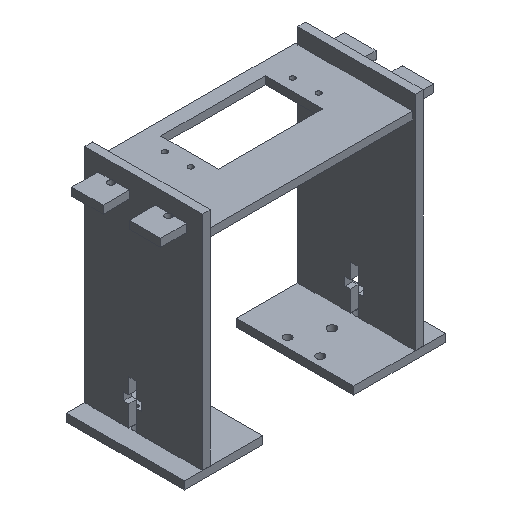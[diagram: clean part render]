
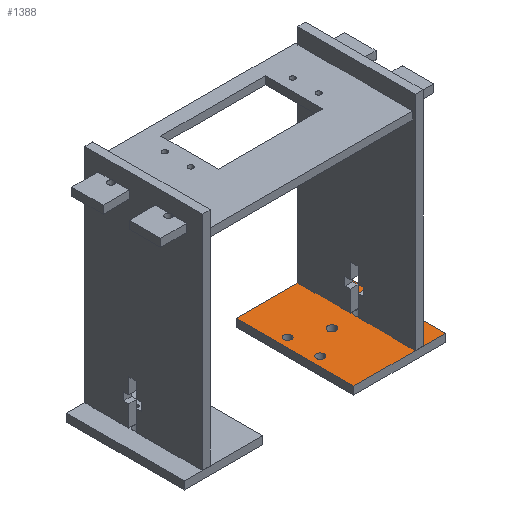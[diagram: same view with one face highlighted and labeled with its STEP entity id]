
A CAD part, isometric view. The second image highlights one B-rep face of the part: STEP entity #1388.
In plain terms, the highlighted planar face has unit normal (0, 0, 1).
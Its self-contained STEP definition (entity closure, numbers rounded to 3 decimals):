
#1183=CARTESIAN_POINT('Axis2P3D Location',(-3.58,0.094,3.)) ;
#1187=CARTESIAN_POINT('Vertex',(-5.18,0.094,3.)) ;
#1189=CARTESIAN_POINT('Vertex',(-1.98,0.094,3.)) ;
#1218=CARTESIAN_POINT('Axis2P3D Location',(0.,0.,3.)) ;
#1223=CARTESIAN_POINT('Line Origine',(-1.08,21.71,3.)) ;
#1227=CARTESIAN_POINT('Vertex',(16.42,21.71,3.)) ;
#1229=CARTESIAN_POINT('Vertex',(-18.58,21.71,3.)) ;
#1232=CARTESIAN_POINT('Line Origine',(-18.58,-0.79,3.)) ;
#1236=CARTESIAN_POINT('Vertex',(-18.58,-23.29,3.)) ;
#1239=CARTESIAN_POINT('Line Origine',(-1.08,-23.29,3.)) ;
#1243=CARTESIAN_POINT('Vertex',(16.42,-23.29,3.)) ;
#1246=CARTESIAN_POINT('Line Origine',(16.42,-0.79,3.)) ;
#1257=CARTESIAN_POINT('Line Origine',(4.92,10.094,3.)) ;
#1261=CARTESIAN_POINT('Vertex',(4.92,15.094,3.)) ;
#1263=CARTESIAN_POINT('Vertex',(4.92,5.094,3.)) ;
#1266=CARTESIAN_POINT('Line Origine',(6.42,15.094,3.)) ;
#1270=CARTESIAN_POINT('Vertex',(7.92,15.094,3.)) ;
#1273=CARTESIAN_POINT('Line Origine',(7.92,10.094,3.)) ;
#1277=CARTESIAN_POINT('Vertex',(7.92,5.094,3.)) ;
#1280=CARTESIAN_POINT('Line Origine',(6.42,5.094,3.)) ;
#1291=CARTESIAN_POINT('Axis2P3D Location',(6.42,0.094,3.)) ;
#1295=CARTESIAN_POINT('Vertex',(4.92,0.094,3.)) ;
#1297=CARTESIAN_POINT('Vertex',(7.92,0.094,3.)) ;
#1300=CARTESIAN_POINT('Axis2P3D Location',(6.42,0.094,3.)) ;
#1309=CARTESIAN_POINT('Axis2P3D Location',(-15.08,5.594,3.)) ;
#1313=CARTESIAN_POINT('Vertex',(-16.58,5.594,3.)) ;
#1315=CARTESIAN_POINT('Vertex',(-13.58,5.594,3.)) ;
#1318=CARTESIAN_POINT('Axis2P3D Location',(-15.08,5.594,3.)) ;
#1327=CARTESIAN_POINT('Axis2P3D Location',(-15.08,-6.906,3.)) ;
#1331=CARTESIAN_POINT('Vertex',(-16.58,-6.906,3.)) ;
#1333=CARTESIAN_POINT('Vertex',(-13.58,-6.906,3.)) ;
#1336=CARTESIAN_POINT('Axis2P3D Location',(-15.08,-6.906,3.)) ;
#1345=CARTESIAN_POINT('Line Origine',(4.92,-9.906,3.)) ;
#1349=CARTESIAN_POINT('Vertex',(4.92,-4.906,3.)) ;
#1351=CARTESIAN_POINT('Vertex',(4.92,-14.906,3.)) ;
#1354=CARTESIAN_POINT('Line Origine',(6.42,-4.906,3.)) ;
#1358=CARTESIAN_POINT('Vertex',(7.92,-4.906,3.)) ;
#1361=CARTESIAN_POINT('Line Origine',(7.92,-9.906,3.)) ;
#1365=CARTESIAN_POINT('Vertex',(7.92,-14.906,3.)) ;
#1368=CARTESIAN_POINT('Line Origine',(6.42,-14.906,3.)) ;
#1379=CARTESIAN_POINT('Axis2P3D Location',(-3.58,0.094,3.)) ;
#1184=DIRECTION('Axis2P3D Direction',(-0.,0.,-1.)) ;
#1219=DIRECTION('Axis2P3D Direction',(0.,-0.,1.)) ;
#1220=DIRECTION('Axis2P3D XDirection',(1.,0.,-0.)) ;
#1224=DIRECTION('Vector Direction',(-1.,0.,0.)) ;
#1233=DIRECTION('Vector Direction',(0.,-1.,0.)) ;
#1240=DIRECTION('Vector Direction',(1.,0.,0.)) ;
#1247=DIRECTION('Vector Direction',(0.,1.,0.)) ;
#1258=DIRECTION('Vector Direction',(0.,-1.,0.)) ;
#1267=DIRECTION('Vector Direction',(-1.,0.,0.)) ;
#1274=DIRECTION('Vector Direction',(0.,1.,0.)) ;
#1281=DIRECTION('Vector Direction',(1.,0.,0.)) ;
#1292=DIRECTION('Axis2P3D Direction',(0.,-0.,1.)) ;
#1301=DIRECTION('Axis2P3D Direction',(0.,-0.,1.)) ;
#1310=DIRECTION('Axis2P3D Direction',(0.,-0.,1.)) ;
#1319=DIRECTION('Axis2P3D Direction',(0.,-0.,1.)) ;
#1328=DIRECTION('Axis2P3D Direction',(0.,-0.,1.)) ;
#1337=DIRECTION('Axis2P3D Direction',(0.,-0.,1.)) ;
#1346=DIRECTION('Vector Direction',(0.,-1.,0.)) ;
#1355=DIRECTION('Vector Direction',(-1.,0.,0.)) ;
#1362=DIRECTION('Vector Direction',(0.,1.,0.)) ;
#1369=DIRECTION('Vector Direction',(1.,0.,0.)) ;
#1380=DIRECTION('Axis2P3D Direction',(0.,-0.,1.)) ;
#1185=AXIS2_PLACEMENT_3D('Circle Axis2P3D',#1183,#1184,$) ;
#1221=AXIS2_PLACEMENT_3D('Plane Axis2P3D',#1218,#1219,#1220) ;
#1293=AXIS2_PLACEMENT_3D('Circle Axis2P3D',#1291,#1292,$) ;
#1302=AXIS2_PLACEMENT_3D('Circle Axis2P3D',#1300,#1301,$) ;
#1311=AXIS2_PLACEMENT_3D('Circle Axis2P3D',#1309,#1310,$) ;
#1320=AXIS2_PLACEMENT_3D('Circle Axis2P3D',#1318,#1319,$) ;
#1329=AXIS2_PLACEMENT_3D('Circle Axis2P3D',#1327,#1328,$) ;
#1338=AXIS2_PLACEMENT_3D('Circle Axis2P3D',#1336,#1337,$) ;
#1381=AXIS2_PLACEMENT_3D('Circle Axis2P3D',#1379,#1380,$) ;
#1252=ORIENTED_EDGE('',*,*,#1231,.T.) ;
#1253=ORIENTED_EDGE('',*,*,#1238,.T.) ;
#1254=ORIENTED_EDGE('',*,*,#1245,.T.) ;
#1255=ORIENTED_EDGE('',*,*,#1250,.T.) ;
#1286=ORIENTED_EDGE('',*,*,#1265,.F.) ;
#1287=ORIENTED_EDGE('',*,*,#1272,.F.) ;
#1288=ORIENTED_EDGE('',*,*,#1279,.F.) ;
#1289=ORIENTED_EDGE('',*,*,#1284,.F.) ;
#1306=ORIENTED_EDGE('',*,*,#1299,.F.) ;
#1307=ORIENTED_EDGE('',*,*,#1304,.F.) ;
#1324=ORIENTED_EDGE('',*,*,#1317,.F.) ;
#1325=ORIENTED_EDGE('',*,*,#1322,.F.) ;
#1342=ORIENTED_EDGE('',*,*,#1335,.F.) ;
#1343=ORIENTED_EDGE('',*,*,#1340,.F.) ;
#1374=ORIENTED_EDGE('',*,*,#1353,.F.) ;
#1375=ORIENTED_EDGE('',*,*,#1360,.F.) ;
#1376=ORIENTED_EDGE('',*,*,#1367,.F.) ;
#1377=ORIENTED_EDGE('',*,*,#1372,.F.) ;
#1385=ORIENTED_EDGE('',*,*,#1191,.F.) ;
#1386=ORIENTED_EDGE('',*,*,#1383,.F.) ;
#1290=FACE_BOUND('',#1285,.T.) ;
#1308=FACE_BOUND('',#1305,.T.) ;
#1326=FACE_BOUND('',#1323,.T.) ;
#1344=FACE_BOUND('',#1341,.T.) ;
#1378=FACE_BOUND('',#1373,.T.) ;
#1387=FACE_BOUND('',#1384,.T.) ;
#1225=VECTOR('Line Direction',#1224,1.) ;
#1234=VECTOR('Line Direction',#1233,1.) ;
#1241=VECTOR('Line Direction',#1240,1.) ;
#1248=VECTOR('Line Direction',#1247,1.) ;
#1259=VECTOR('Line Direction',#1258,1.) ;
#1268=VECTOR('Line Direction',#1267,1.) ;
#1275=VECTOR('Line Direction',#1274,1.) ;
#1282=VECTOR('Line Direction',#1281,1.) ;
#1347=VECTOR('Line Direction',#1346,1.) ;
#1356=VECTOR('Line Direction',#1355,1.) ;
#1363=VECTOR('Line Direction',#1362,1.) ;
#1370=VECTOR('Line Direction',#1369,1.) ;
#1388=ADVANCED_FACE('Saliente-Extruir1',(#1256,#1290,#1308,#1326,#1344,#1378,#1387),#1222,.T.) ;
#1186=CIRCLE('generated circle',#1185,1.6) ;
#1294=CIRCLE('generated circle',#1293,1.5) ;
#1303=CIRCLE('generated circle',#1302,1.5) ;
#1312=CIRCLE('generated circle',#1311,1.5) ;
#1321=CIRCLE('generated circle',#1320,1.5) ;
#1330=CIRCLE('generated circle',#1329,1.5) ;
#1339=CIRCLE('generated circle',#1338,1.5) ;
#1382=CIRCLE('generated circle',#1381,1.6) ;
#1191=EDGE_CURVE('',#1188,#1190,#1186,.F.) ;
#1231=EDGE_CURVE('',#1228,#1230,#1226,.T.) ;
#1238=EDGE_CURVE('',#1230,#1237,#1235,.T.) ;
#1245=EDGE_CURVE('',#1237,#1244,#1242,.T.) ;
#1250=EDGE_CURVE('',#1244,#1228,#1249,.T.) ;
#1265=EDGE_CURVE('',#1262,#1264,#1260,.T.) ;
#1272=EDGE_CURVE('',#1271,#1262,#1269,.T.) ;
#1279=EDGE_CURVE('',#1278,#1271,#1276,.T.) ;
#1284=EDGE_CURVE('',#1264,#1278,#1283,.T.) ;
#1299=EDGE_CURVE('',#1296,#1298,#1294,.T.) ;
#1304=EDGE_CURVE('',#1298,#1296,#1303,.T.) ;
#1317=EDGE_CURVE('',#1314,#1316,#1312,.T.) ;
#1322=EDGE_CURVE('',#1316,#1314,#1321,.T.) ;
#1335=EDGE_CURVE('',#1332,#1334,#1330,.T.) ;
#1340=EDGE_CURVE('',#1334,#1332,#1339,.T.) ;
#1353=EDGE_CURVE('',#1350,#1352,#1348,.T.) ;
#1360=EDGE_CURVE('',#1359,#1350,#1357,.T.) ;
#1367=EDGE_CURVE('',#1366,#1359,#1364,.T.) ;
#1372=EDGE_CURVE('',#1352,#1366,#1371,.T.) ;
#1383=EDGE_CURVE('',#1190,#1188,#1382,.T.) ;
#1251=EDGE_LOOP('',(#1252,#1253,#1254,#1255)) ;
#1285=EDGE_LOOP('',(#1286,#1287,#1288,#1289)) ;
#1305=EDGE_LOOP('',(#1306,#1307)) ;
#1323=EDGE_LOOP('',(#1324,#1325)) ;
#1341=EDGE_LOOP('',(#1342,#1343)) ;
#1373=EDGE_LOOP('',(#1374,#1375,#1376,#1377)) ;
#1384=EDGE_LOOP('',(#1385,#1386)) ;
#1256=FACE_OUTER_BOUND('',#1251,.T.) ;
#1226=LINE('Line',#1223,#1225) ;
#1235=LINE('Line',#1232,#1234) ;
#1242=LINE('Line',#1239,#1241) ;
#1249=LINE('Line',#1246,#1248) ;
#1260=LINE('Line',#1257,#1259) ;
#1269=LINE('Line',#1266,#1268) ;
#1276=LINE('Line',#1273,#1275) ;
#1283=LINE('Line',#1280,#1282) ;
#1348=LINE('Line',#1345,#1347) ;
#1357=LINE('Line',#1354,#1356) ;
#1364=LINE('Line',#1361,#1363) ;
#1371=LINE('Line',#1368,#1370) ;
#1222=PLANE('Plane',#1221) ;
#1188=VERTEX_POINT('',#1187) ;
#1190=VERTEX_POINT('',#1189) ;
#1228=VERTEX_POINT('',#1227) ;
#1230=VERTEX_POINT('',#1229) ;
#1237=VERTEX_POINT('',#1236) ;
#1244=VERTEX_POINT('',#1243) ;
#1262=VERTEX_POINT('',#1261) ;
#1264=VERTEX_POINT('',#1263) ;
#1271=VERTEX_POINT('',#1270) ;
#1278=VERTEX_POINT('',#1277) ;
#1296=VERTEX_POINT('',#1295) ;
#1298=VERTEX_POINT('',#1297) ;
#1314=VERTEX_POINT('',#1313) ;
#1316=VERTEX_POINT('',#1315) ;
#1332=VERTEX_POINT('',#1331) ;
#1334=VERTEX_POINT('',#1333) ;
#1350=VERTEX_POINT('',#1349) ;
#1352=VERTEX_POINT('',#1351) ;
#1359=VERTEX_POINT('',#1358) ;
#1366=VERTEX_POINT('',#1365) ;
